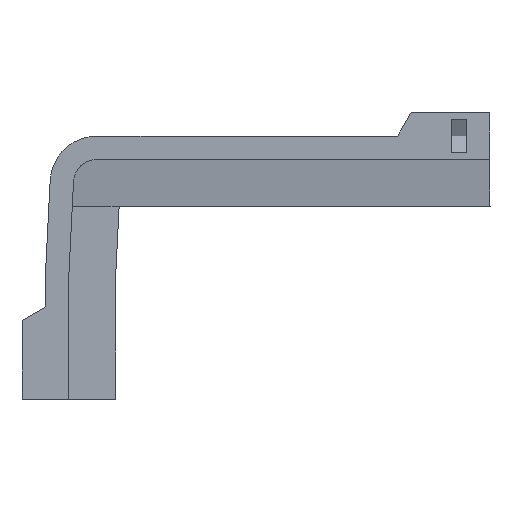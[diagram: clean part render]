
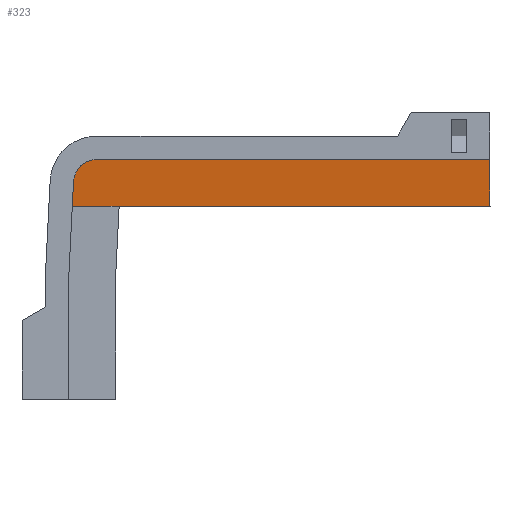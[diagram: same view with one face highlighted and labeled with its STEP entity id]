
A CAD part, front view. The second image highlights one B-rep face of the part: STEP entity #323.
In plain terms, the highlighted planar face has unit normal (0, -0.992, -0.124).
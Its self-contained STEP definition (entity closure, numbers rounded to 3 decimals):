
#16 = AXIS2_PLACEMENT_3D ( 'NONE', #386, #916, #998 ) ;
#33 = CARTESIAN_POINT ( 'NONE',  ( -138.182, 32.503, -235.02 ) ) ;
#43 = DIRECTION ( 'NONE',  ( 0.05, -0.124, 0.991 ) ) ;
#54 = CARTESIAN_POINT ( 'NONE',  ( -74.788, 31.503, -227.02 ) ) ;
#102 = VERTEX_POINT ( 'NONE', #465 ) ;
#136 = EDGE_CURVE ( 'NONE', #348, #318, #321, .T. ) ;
#170 = DIRECTION ( 'NONE',  ( -1., 0., 0. ) ) ;
#245 = VECTOR ( 'NONE', #907, 1000. ) ;
#262 = CARTESIAN_POINT ( 'NONE',  ( -144.236, 31.503, -227.02 ) ) ;
#272 = VERTEX_POINT ( 'NONE', #484 ) ;
#318 = VERTEX_POINT ( 'NONE', #982 ) ;
#321 = LINE ( 'NONE', #657, #783 ) ;
#323 = ADVANCED_FACE ( 'NONE', ( #626 ), #501, .T. ) ;
#348 = VERTEX_POINT ( 'NONE', #1349 ) ;
#386 = CARTESIAN_POINT ( 'NONE',  ( -500000., 3.077, 0.385 ) ) ;
#412 = CARTESIAN_POINT ( 'NONE',  ( -500000., 32.503, -235.02 ) ) ;
#423 = LINE ( 'NONE', #412, #245 ) ;
#444 = CARTESIAN_POINT ( 'NONE',  ( -74.788, 32.503, -235.02 ) ) ;
#465 = CARTESIAN_POINT ( 'NONE',  ( -74.788, 32.503, -235.02 ) ) ;
#484 = CARTESIAN_POINT ( 'NONE',  ( -141.985, 31.503, -227.02 ) ) ;
#501 = PLANE ( 'NONE',  #16 ) ;
#513 = CARTESIAN_POINT ( 'NONE',  ( -141.985, 31.503, -227.02 ) ) ;
#532 = ORIENTED_EDGE ( 'NONE', *, *, #649, .F. ) ;
#588 = EDGE_LOOP ( 'NONE', ( #653, #726, #1301, #615, #532, #696 ) ) ;
#615 = ORIENTED_EDGE ( 'NONE', *, *, #1377, .F. ) ;
#626 = FACE_OUTER_BOUND ( 'NONE', #588, .T. ) ;
#649 = EDGE_CURVE ( 'NONE', #763, #102, #1033, .T. ) ;
#653 = ORIENTED_EDGE ( 'NONE', *, *, #731, .F. ) ;
#657 = CARTESIAN_POINT ( 'NONE',  ( -1386.58, 3102.462, -24794.688 ) ) ;
#684 = EDGE_CURVE ( 'NONE', #348, #1194, #423, .T. ) ;
#687 = LINE ( 'NONE', #444, #1273 ) ;
#696 = ORIENTED_EDGE ( 'NONE', *, *, #1277, .F. ) ;
#726 = ORIENTED_EDGE ( 'NONE', *, *, #136, .F. ) ;
#731 = EDGE_CURVE ( 'NONE', #318, #272, #1249, .T. ) ;
#735 = DIRECTION ( 'NONE',  ( 0., 0.124, -0.992 ) ) ;
#756 = VECTOR ( 'NONE', #1082, 1000. ) ;
#763 = VERTEX_POINT ( 'NONE', #54 ) ;
#783 = VECTOR ( 'NONE', #43, 1000. ) ;
#895 = CARTESIAN_POINT ( 'NONE',  ( -74.788, 3.077, 0.385 ) ) ;
#907 = DIRECTION ( 'NONE',  ( 1., 0., 0. ) ) ;
#916 = DIRECTION ( 'NONE',  ( 0., -0.992, -0.124 ) ) ;
#982 = CARTESIAN_POINT ( 'NONE',  ( -145.98, 31.978, -230.818 ) ) ;
#998 = DIRECTION ( 'NONE',  ( 0., 0.124, -0.992 ) ) ;
#1033 = LINE ( 'NONE', #895, #1289 ) ;
#1052 = CARTESIAN_POINT ( 'NONE',  ( -145.98, 31.978, -230.818 ) ) ;
#1082 = DIRECTION ( 'NONE',  ( 1., 0., 0. ) ) ;
#1087 = LINE ( 'NONE', #1204, #756 ) ;
#1194 = VERTEX_POINT ( 'NONE', #33 ) ;
#1204 = CARTESIAN_POINT ( 'NONE',  ( -500000., 31.503, -227.02 ) ) ;
#1245 = CARTESIAN_POINT ( 'NONE',  ( -145.867, 31.697, -228.571 ) ) ;
#1249 =( BOUNDED_CURVE ( )  B_SPLINE_CURVE ( 3, ( #1052, #1245, #262, #513 ),
 .UNSPECIFIED., .F., .F. ) 
 B_SPLINE_CURVE_WITH_KNOTS ( ( 4, 4 ),
 ( 1.621, 3.142 ),
 .UNSPECIFIED. ) 
 CURVE ( )  GEOMETRIC_REPRESENTATION_ITEM ( )  RATIONAL_B_SPLINE_CURVE ( ( 1., 0.816, 0.816, 1. ) ) 
 REPRESENTATION_ITEM ( '' )  );
#1273 = VECTOR ( 'NONE', #170, 1000. ) ;
#1277 = EDGE_CURVE ( 'NONE', #272, #763, #1087, .T. ) ;
#1289 = VECTOR ( 'NONE', #735, 1000. ) ;
#1301 = ORIENTED_EDGE ( 'NONE', *, *, #684, .T. ) ;
#1349 = CARTESIAN_POINT ( 'NONE',  ( -146.192, 32.503, -235.02 ) ) ;
#1377 = EDGE_CURVE ( 'NONE', #102, #1194, #687, .T. ) ;
